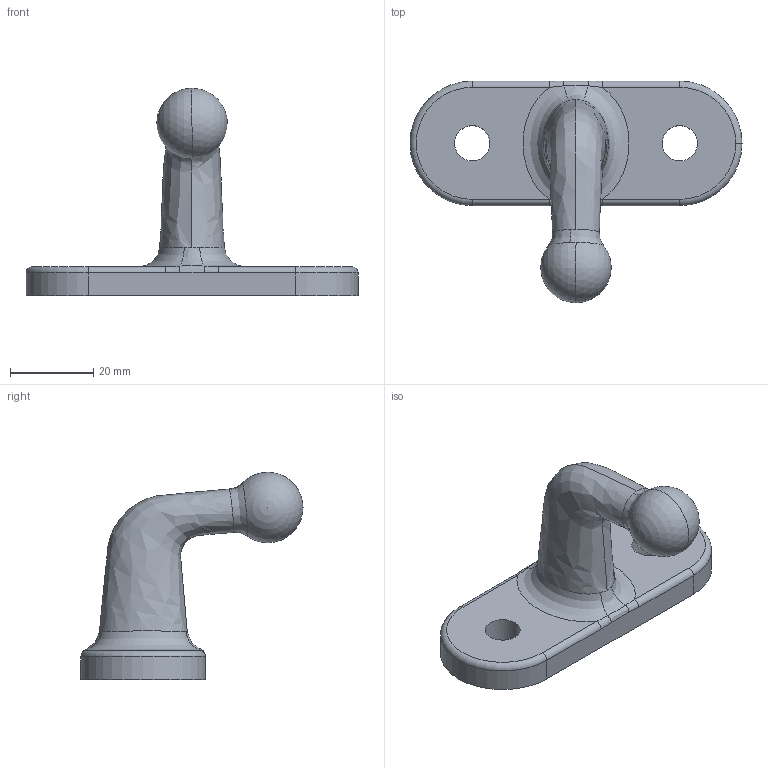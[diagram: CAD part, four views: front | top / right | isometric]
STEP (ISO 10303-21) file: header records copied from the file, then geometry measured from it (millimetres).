
FILE_DESCRIPTION (( 'STEP AP203' ), '1' );
FILE_NAME ('B-1888-1.STEP', '2017-06-16T08:11:56', ( '' ), ( '' ), 'SwSTEP 2.0', 'SolidWorks 2014', '' );
FILE_SCHEMA (( 'CONFIG_CONTROL_DESIGN' ));
Length unit declared in the file: millimetre
Products named in the file (1): B-1888-1
Bounding box: 80 x 53.5 x 50 mm (x, y, z)
Volume: 26385.3 mm3; surface area: 8632 mm2
Topology: 1 solids, 1 shells, 35 faces, 92 edges, 57 vertices
Faces by surface type: bspline 14, cylinder 11, plane 5, torus 3, sphere 2
Entity records: 2960 total; most frequent: CARTESIAN_POINT 2123, ORIENTED_EDGE 174, DIRECTION 139, EDGE_CURVE 87, AXIS2_PLACEMENT_3D 60, VERTEX_POINT 54, EDGE_LOOP 39, CIRCLE 38
